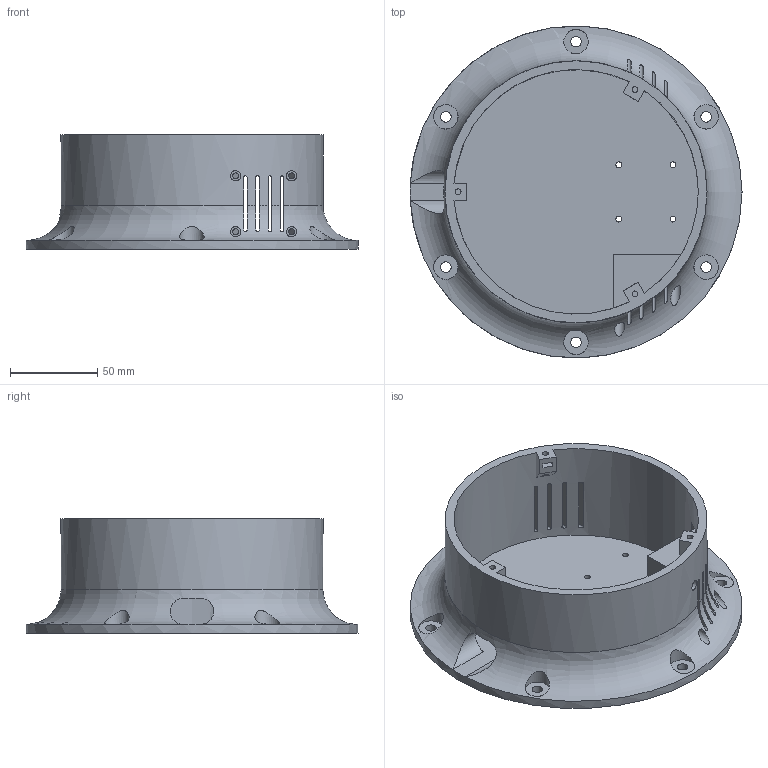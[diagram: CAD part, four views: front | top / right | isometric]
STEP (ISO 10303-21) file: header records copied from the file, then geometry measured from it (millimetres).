
FILE_DESCRIPTION(('FreeCAD Model'),'2;1');
FILE_NAME('BaseBot190mm.step','2017-08-17T10:24:15',('Author'),(''), 'Open CASCADE STEP processor 6.8','FreeCAD','Unknown');
FILE_SCHEMA(('AUTOMOTIVE_DESIGN_CC2 { 1 2 10303 214 -1 1 5 4 }'));
Length unit declared in the file: millimetre
Products named in the file (2): ASSEMBLY; BaseBotSmall
Assembly tree (1 placements, depth 2):
  ASSEMBLY
    BaseBotSmall
Bounding box: 190 x 190 x 65.5 mm (x, y, z)
Volume: 337793.6 mm3; surface area: 123904.2 mm2
Topology: 1 solids, 1 shells, 125 faces, 362 edges, 247 vertices
Faces by surface type: plane 69, cylinder 55, torus 1
Full cylindrical faces by diameter (mm): 3.4 x14, 5.9 x4, 6 x6, 6.8 x4, 14 x6, 140 x1, 150 x1, 190 x1
Entity records: 25804 total; most frequent: CARTESIAN_POINT 19004, DIRECTION 1075, ORIENTED_EDGE 724, PCURVE 724, DEFINITIONAL_REPRESENTATION 724, LINE 556, VECTOR 556, EDGE_CURVE 362
